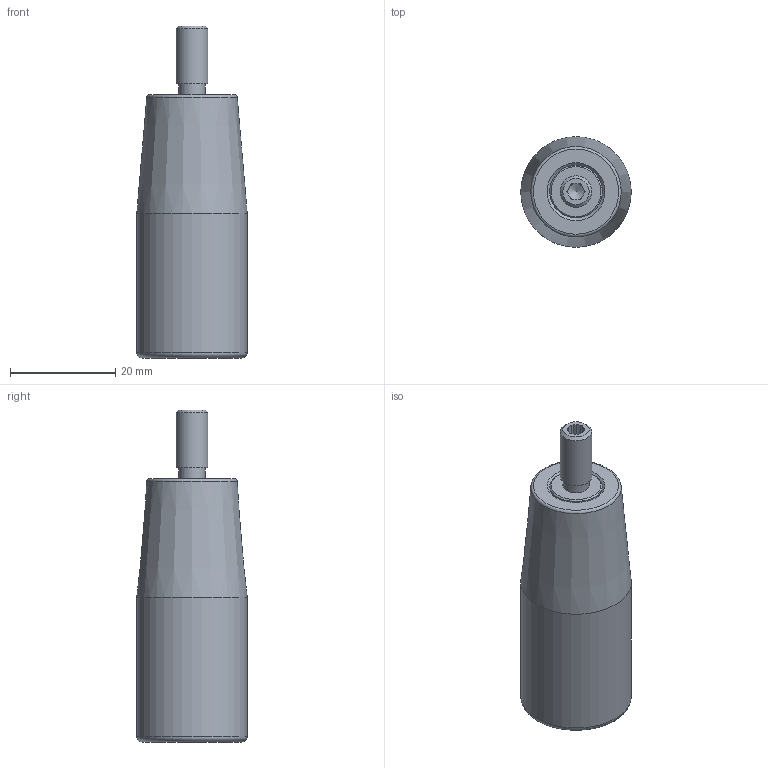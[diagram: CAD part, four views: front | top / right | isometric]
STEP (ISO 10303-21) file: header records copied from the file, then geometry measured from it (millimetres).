
FILE_DESCRIPTION( ( 'Unknown' ), '1' );
FILE_NAME( '6138011-MGE21x50.stp', 'Unknown', ( 'Unknown' ), ( 'Unknown' ), 'PSStep 11.0', 'Unknown', ' ' );
FILE_SCHEMA( ( 'AUTOMOTIVE_DESIGN { 1 0 10303 214 1 1 1 1 }' ) );
Length unit declared in the file: millimetre
Products named in the file (1): 1833074
Bounding box: 21 x 21 x 63.1 mm (x, y, z)
Volume: 15719.7 mm3; surface area: 6106.9 mm2
Topology: 1 solids, 2 shells, 54 faces, 127 edges, 82 vertices
Faces by surface type: plane 29, cone 12, cylinder 11, torus 2
Full cylindrical faces by diameter (mm): 3.1 x1, 5 x1, 6 x1, 6.8 x2, 7.9 x1, 10 x2, 21 x1
Entity records: 1874 total; most frequent: CARTESIAN_POINT 260, DIRECTION 250, ORIENTED_EDGE 206, EDGE_CURVE 103, AXIS2_PLACEMENT_3D 100, EDGE_LOOP 80, VERTEX_POINT 78, FACE_OUTER_BOUND 65
